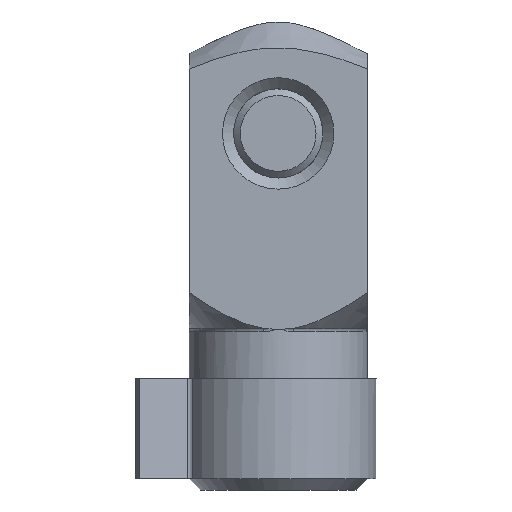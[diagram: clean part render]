
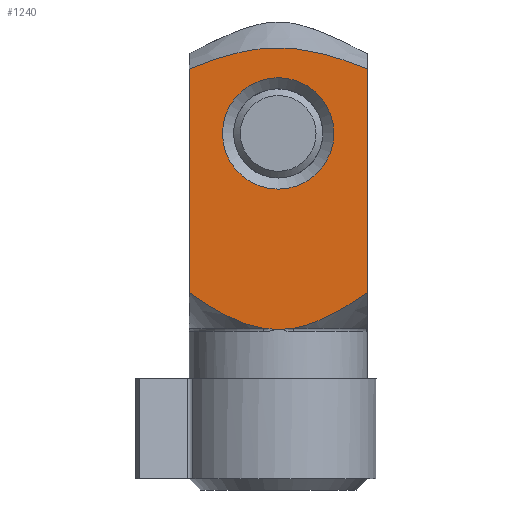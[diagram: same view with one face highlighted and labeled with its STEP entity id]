
A CAD part, front view. The second image highlights one B-rep face of the part: STEP entity #1240.
In plain terms, the highlighted planar face has unit normal (0, -1, 0).
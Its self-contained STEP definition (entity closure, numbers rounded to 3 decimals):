
#112=CARTESIAN_POINT('',(0.687,-4.,7.259));
#113=VERTEX_POINT('',#112);
#177=CARTESIAN_POINT('',(0.,-4.,7.2));
#178=VERTEX_POINT('',#177);
#179=CARTESIAN_POINT('',(0.687,-4.,7.259));
#180=CARTESIAN_POINT('',(0.341,-4.,7.2));
#181=CARTESIAN_POINT('',(0.,-4.,7.2));
#189=(BOUNDED_CURVE()B_SPLINE_CURVE(2,(#179,#180,#181),.UNSPECIFIED.,.F.,.U.)B_SPLINE_CURVE_WITH_KNOTS((3,3),(0.637,0.734),.UNSPECIFIED.)CURVE()GEOMETRIC_REPRESENTATION_ITEM()RATIONAL_B_SPLINE_CURVE((1.046,1.026,1.0))REPRESENTATION_ITEM(''));
#190=EDGE_CURVE('',#113,#178,#189,.T.);
#282=CARTESIAN_POINT('',(-0.687,-4.,7.259));
#283=VERTEX_POINT('',#282);
#389=CARTESIAN_POINT('',(0.,-4.,7.2));
#390=CARTESIAN_POINT('',(-0.341,-4.,7.2));
#391=CARTESIAN_POINT('',(-0.687,-4.,7.259));
#399=(BOUNDED_CURVE()B_SPLINE_CURVE(2,(#389,#390,#391),.UNSPECIFIED.,.F.,.U.)B_SPLINE_CURVE_WITH_KNOTS((3,3),(0.734,0.832),.UNSPECIFIED.)CURVE()GEOMETRIC_REPRESENTATION_ITEM()RATIONAL_B_SPLINE_CURVE((1.0,1.026,1.046))REPRESENTATION_ITEM(''));
#400=EDGE_CURVE('',#178,#283,#399,.T.);
#1137=CARTESIAN_POINT('',(2.5,-4.,16.0));
#1138=VERTEX_POINT('',#1137);
#1139=CARTESIAN_POINT('',(0.,-4.,16.0));
#1140=DIRECTION('',(0.0,-1.0,0.0));
#1141=DIRECTION('',(-1.0,0.0,0.0));
#1142=AXIS2_PLACEMENT_3D('',#1139,#1140,#1141);
#1143=CIRCLE('',#1142,2.5);
#1144=EDGE_CURVE('',#1138,#1138,#1143,.T.);
#1169=CARTESIAN_POINT('',(4.0,-4.,0.0));
#1170=DIRECTION('',(0.0,-1.0,0.0));
#1171=DIRECTION('',(0.0,0.0,-1.0));
#1172=AXIS2_PLACEMENT_3D('',#1169,#1170,#1171);
#1173=PLANE('',#1172);
#1174=CARTESIAN_POINT('',(-4.,-4.,18.889));
#1175=VERTEX_POINT('',#1174);
#1176=CARTESIAN_POINT('',(4.0,-4.,18.889));
#1177=VERTEX_POINT('',#1176);
#1178=CARTESIAN_POINT('',(-4.,-4.,18.889));
#1179=CARTESIAN_POINT('',(0.,-4.0,20.522));
#1180=CARTESIAN_POINT('',(4.0,-4.,18.889));
#1188=(BOUNDED_CURVE()B_SPLINE_CURVE(2,(#1178,#1179,#1180),.UNSPECIFIED.,.F.,.U.)B_SPLINE_CURVE_WITH_KNOTS((3,3),(0.166,1.166),.UNSPECIFIED.)CURVE()GEOMETRIC_REPRESENTATION_ITEM()RATIONAL_B_SPLINE_CURVE((1.191,1.684,1.191))REPRESENTATION_ITEM(''));
#1189=EDGE_CURVE('',#1175,#1177,#1188,.T.);
#1190=ORIENTED_EDGE('',*,*,#1189,.F.);
#1191=CARTESIAN_POINT('',(-4.,-4.0,8.857));
#1192=VERTEX_POINT('',#1191);
#1193=CARTESIAN_POINT('',(-4.,-4.0,8.857));
#1194=DIRECTION('',(0.0,0.0,1.0));
#1195=VECTOR('',#1194,10.032);
#1196=LINE('',#1193,#1195);
#1197=EDGE_CURVE('',#1192,#1175,#1196,.T.);
#1198=ORIENTED_EDGE('',*,*,#1197,.F.);
#1199=CARTESIAN_POINT('',(-0.687,-4.,7.259));
#1200=CARTESIAN_POINT('',(-2.071,-4.,7.493));
#1201=CARTESIAN_POINT('',(-4.,-4.0,8.857));
#1209=(BOUNDED_CURVE()B_SPLINE_CURVE(2,(#1199,#1200,#1201),.UNSPECIFIED.,.F.,.U.)B_SPLINE_CURVE_WITH_KNOTS((3,3),(0.832,1.26),.UNSPECIFIED.)CURVE()GEOMETRIC_REPRESENTATION_ITEM()RATIONAL_B_SPLINE_CURVE((1.046,1.131,1.081))REPRESENTATION_ITEM(''));
#1210=EDGE_CURVE('',#283,#1192,#1209,.T.);
#1211=ORIENTED_EDGE('',*,*,#1210,.F.);
#1212=ORIENTED_EDGE('',*,*,#400,.F.);
#1213=ORIENTED_EDGE('',*,*,#190,.F.);
#1214=CARTESIAN_POINT('',(4.0,-4.,8.857));
#1215=VERTEX_POINT('',#1214);
#1216=CARTESIAN_POINT('',(4.,-4.,8.857));
#1217=CARTESIAN_POINT('',(2.071,-4.,7.493));
#1218=CARTESIAN_POINT('',(0.687,-4.,7.259));
#1226=(BOUNDED_CURVE()B_SPLINE_CURVE(2,(#1216,#1217,#1218),.UNSPECIFIED.,.F.,.U.)B_SPLINE_CURVE_WITH_KNOTS((3,3),(0.209,0.637),.UNSPECIFIED.)CURVE()GEOMETRIC_REPRESENTATION_ITEM()RATIONAL_B_SPLINE_CURVE((1.081,1.131,1.046))REPRESENTATION_ITEM(''));
#1227=EDGE_CURVE('',#1215,#113,#1226,.T.);
#1228=ORIENTED_EDGE('',*,*,#1227,.F.);
#1229=CARTESIAN_POINT('',(4.0,-4.,8.857));
#1230=DIRECTION('',(0.0,0.0,1.0));
#1231=VECTOR('',#1230,10.032);
#1232=LINE('',#1229,#1231);
#1233=EDGE_CURVE('',#1215,#1177,#1232,.T.);
#1234=ORIENTED_EDGE('',*,*,#1233,.T.);
#1235=EDGE_LOOP('',(#1190,#1198,#1211,#1212,#1213,#1228,#1234));
#1236=FACE_OUTER_BOUND('',#1235,.T.);
#1237=ORIENTED_EDGE('',*,*,#1144,.F.);
#1238=EDGE_LOOP('',(#1237));
#1239=FACE_BOUND('',#1238,.T.);
#1240=ADVANCED_FACE('',(#1236,#1239),#1173,.T.);
